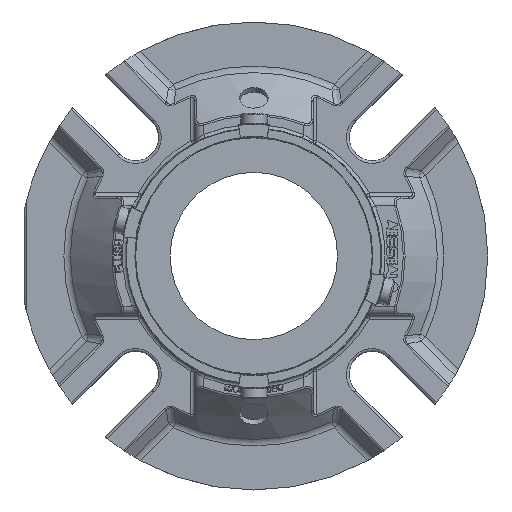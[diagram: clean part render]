
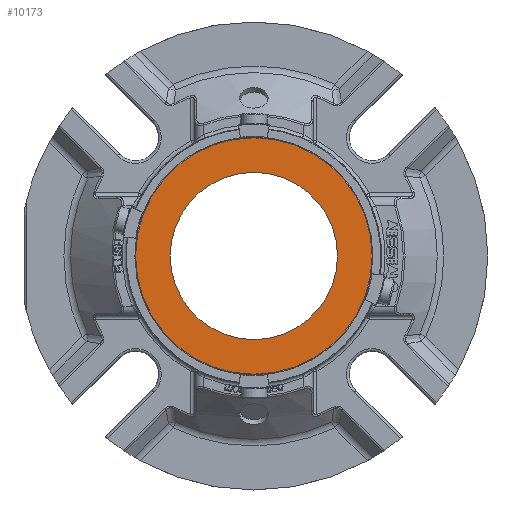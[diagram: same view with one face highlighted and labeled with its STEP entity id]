
A CAD part, left-side view. The second image highlights one B-rep face of the part: STEP entity #10173.
In plain terms, the highlighted planar face has unit normal (-1, 0, 0).
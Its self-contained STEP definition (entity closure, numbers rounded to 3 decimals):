
#4304=ORIENTED_EDGE('',*,*,#6081,.T.);
#4305=ORIENTED_EDGE('',*,*,#6082,.T.);
#6081=EDGE_CURVE('',#7152,#7152,#7764,.T.);
#6082=EDGE_CURVE('',#7153,#7153,#7765,.F.);
#7152=VERTEX_POINT('',#20666);
#7153=VERTEX_POINT('',#20668);
#7764=CIRCLE('',#11174,31.75);
#7765=CIRCLE('',#11175,44.862);
#8521=EDGE_LOOP('',(#4304));
#8522=EDGE_LOOP('',(#4305));
#9306=FACE_BOUND('',#8521,.T.);
#9307=FACE_BOUND('',#8522,.T.);
#9614=PLANE('',#11173);
#10173=ADVANCED_FACE('',(#9306,#9307),#9614,.F.);
#11173=AXIS2_PLACEMENT_3D('',#20664,#13583,#13584);
#11174=AXIS2_PLACEMENT_3D('',#20665,#13585,#13586);
#11175=AXIS2_PLACEMENT_3D('',#20667,#13587,#13588);
#13583=DIRECTION('',(1.,0.,0.));
#13584=DIRECTION('',(0.,0.866,-0.5));
#13585=DIRECTION('',(1.,0.,0.));
#13586=DIRECTION('',(0.,1.,0.));
#13587=DIRECTION('',(1.,0.,0.));
#13588=DIRECTION('',(0.,0.866,-0.5));
#20664=CARTESIAN_POINT('',(-59.185,-39.072,22.558));
#20665=CARTESIAN_POINT('',(-59.185,0.,0.));
#20666=CARTESIAN_POINT('',(-59.185,31.75,0.));
#20667=CARTESIAN_POINT('',(-59.185,0.,0.));
#20668=CARTESIAN_POINT('',(-59.185,38.852,-22.431));
